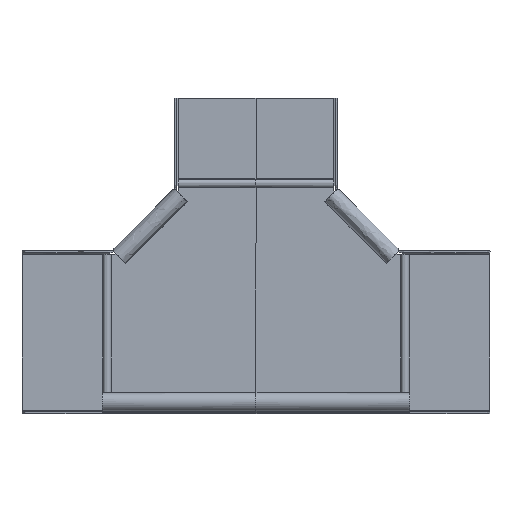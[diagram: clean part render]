
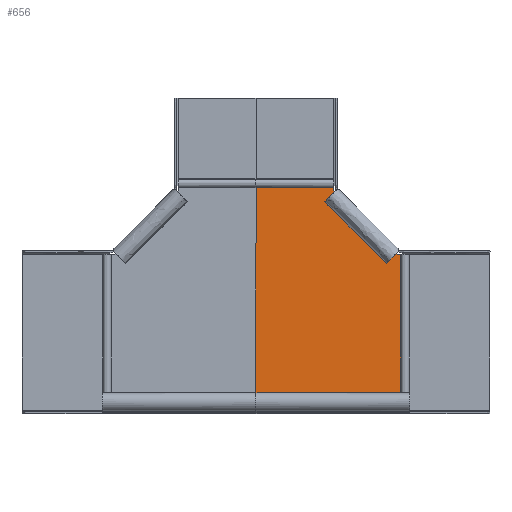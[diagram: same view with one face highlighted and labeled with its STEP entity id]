
A CAD part, top view. The second image highlights one B-rep face of the part: STEP entity #656.
In plain terms, the highlighted face is planar.
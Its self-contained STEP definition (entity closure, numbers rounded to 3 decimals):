
#656=ADVANCED_FACE('',(#1363),#11281,.T.);
#1363=FACE_OUTER_BOUND('',#2103,.T.);
#2103=EDGE_LOOP('',(#5261,#5262,#5263,#5264,#5265,#5266,#5267));
#5261=ORIENTED_EDGE('',*,*,#7401,.T.);
#5262=ORIENTED_EDGE('',*,*,#7383,.F.);
#5263=ORIENTED_EDGE('',*,*,#7387,.T.);
#5264=ORIENTED_EDGE('',*,*,#7341,.T.);
#5265=ORIENTED_EDGE('',*,*,#7364,.T.);
#5266=ORIENTED_EDGE('',*,*,#7342,.T.);
#5267=ORIENTED_EDGE('',*,*,#7340,.T.);
#7340=EDGE_CURVE('',#10443,#10480,#9213,.T.);
#7341=EDGE_CURVE('',#10444,#10445,#9214,.T.);
#7342=EDGE_CURVE('',#10446,#10443,#9215,.T.);
#7364=EDGE_CURVE('',#10445,#10446,#9231,.T.);
#7383=EDGE_CURVE('',#10466,#10473,#9240,.T.);
#7387=EDGE_CURVE('',#10466,#10444,#9244,.T.);
#7401=EDGE_CURVE('',#10480,#10473,#9250,.T.);
#9213=B_SPLINE_CURVE_WITH_KNOTS('',1,(#22521,#22522),.UNSPECIFIED.,.F.,
 .F.,(2,2),(0.,50.),.UNSPECIFIED.);
#9214=B_SPLINE_CURVE_WITH_KNOTS('',1,(#22523,#22524),.UNSPECIFIED.,.F.,
 .F.,(2,2),(0.,1.972),.UNSPECIFIED.);
#9215=B_SPLINE_CURVE_WITH_KNOTS('',1,(#22525,#22526),.UNSPECIFIED.,.F.,
 .F.,(2,2),(-1.972,0.),.UNSPECIFIED.);
#9231=B_SPLINE_CURVE_WITH_KNOTS('',1,(#22579,#22580),.UNSPECIFIED.,.F.,
 .F.,(2,2),(0.,57.672),.UNSPECIFIED.);
#9240=B_SPLINE_CURVE_WITH_KNOTS('',1,(#22627,#22628),.UNSPECIFIED.,.F.,
 .F.,(2,2),(181.328,274.08),.UNSPECIFIED.);
#9244=B_SPLINE_CURVE_WITH_KNOTS('',1,(#22635,#22636),.UNSPECIFIED.,.F.,
 .F.,(2,2),(-100.,0.),.UNSPECIFIED.);
#9250=B_SPLINE_CURVE_WITH_KNOTS('',1,(#22671,#22672),.UNSPECIFIED.,.F.,
 .F.,(2,2),(161.328,304.08),.UNSPECIFIED.);
#10443=VERTEX_POINT('',#22283);
#10444=VERTEX_POINT('',#22284);
#10445=VERTEX_POINT('',#22285);
#10446=VERTEX_POINT('',#22286);
#10466=VERTEX_POINT('',#22306);
#10473=VERTEX_POINT('',#22313);
#10480=VERTEX_POINT('',#22320);
#11281=PLANE('',#11949);
#11949=AXIS2_PLACEMENT_3D('',#21634,#12447,$);
#12447=DIRECTION('',(0.,0.,-1.));
#21634=CARTESIAN_POINT('',(161.303,-116.244,-1.25));
#22283=CARTESIAN_POINT('',(50.,-51.967,-1.25));
#22284=CARTESIAN_POINT('',(92.752,-9.216,-1.25));
#22285=CARTESIAN_POINT('',(90.78,-9.216,-1.25));
#22286=CARTESIAN_POINT('',(50.,-49.996,-1.25));
#22306=CARTESIAN_POINT('',(92.752,90.784,-1.25));
#22313=CARTESIAN_POINT('',(0.,90.784,-1.25));
#22320=CARTESIAN_POINT('',(0.,-51.967,-1.25));
#22521=CARTESIAN_POINT('',(50.,-51.967,-1.25));
#22522=CARTESIAN_POINT('',(0.,-51.967,-1.25));
#22523=CARTESIAN_POINT('',(92.752,-9.216,-1.25));
#22524=CARTESIAN_POINT('',(90.78,-9.216,-1.25));
#22525=CARTESIAN_POINT('',(50.,-49.996,-1.25));
#22526=CARTESIAN_POINT('',(50.,-51.967,-1.25));
#22579=CARTESIAN_POINT('',(90.78,-9.216,-1.25));
#22580=CARTESIAN_POINT('',(50.,-49.996,-1.25));
#22627=CARTESIAN_POINT('',(92.752,90.784,-1.25));
#22628=CARTESIAN_POINT('',(0.,90.784,-1.25));
#22635=CARTESIAN_POINT('',(92.752,90.784,-1.25));
#22636=CARTESIAN_POINT('',(92.752,-9.216,-1.25));
#22671=CARTESIAN_POINT('',(0.,-51.967,-1.25));
#22672=CARTESIAN_POINT('',(0.,90.784,-1.25));
